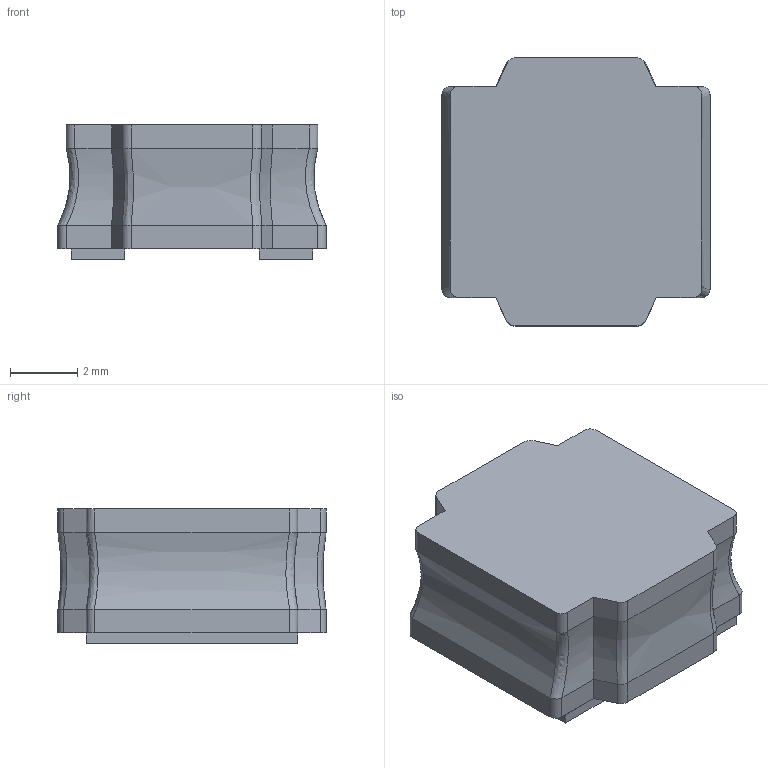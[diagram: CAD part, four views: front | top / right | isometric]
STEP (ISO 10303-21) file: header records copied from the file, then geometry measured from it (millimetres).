
FILE_DESCRIPTION (( 'STEP AP214' ), '1' );
FILE_NAME ('L_XNH8080YK.STEP', '2022-03-30T06:46:57', ( '' ), ( '' ), 'SwSTEP 2.0', 'SolidWorks 2012', '' );
FILE_SCHEMA (( 'AUTOMOTIVE_DESIGN' ));
Length unit declared in the file: millimetre
Products named in the file (2): L_XNH8080YK
Assembly tree (1 placements, depth 2):
  L_XNH8080YK
    L_XNH8080YK
Bounding box: 8 x 8 x 4 mm (x, y, z)
Volume: 207 mm3; surface area: 271.1 mm2
Topology: 3 solids, 3 shells, 74 faces, 196 edges, 128 vertices
Faces by surface type: plane 38, bspline 20, cylinder 16
Entity records: 3744 total; most frequent: CARTESIAN_POINT 1200, ORIENTED_EDGE 392, DIRECTION 260, EDGE_CURVE 196, VERTEX_POINT 128, VECTOR 112, LINE 112, UNCERTAINTY_MEASURE_WITH_UNIT 80
